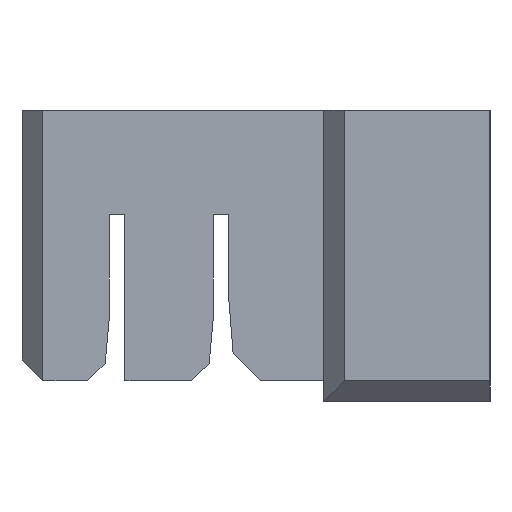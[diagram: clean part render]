
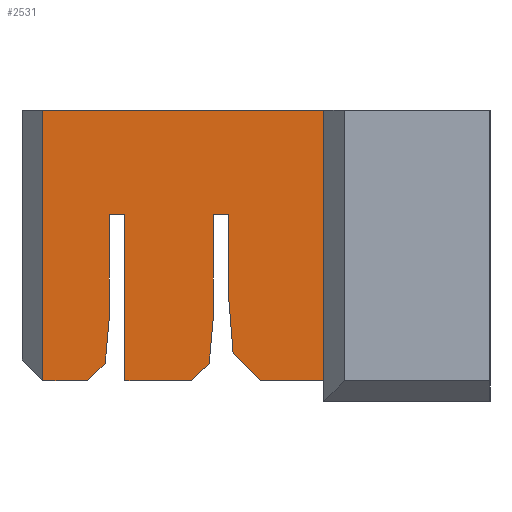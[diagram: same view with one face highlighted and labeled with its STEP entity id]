
A CAD part, left-side view. The second image highlights one B-rep face of the part: STEP entity #2531.
In plain terms, the highlighted planar face has unit normal (-1, 0, 0).
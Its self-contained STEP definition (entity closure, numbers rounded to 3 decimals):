
#52 = CARTESIAN_POINT ( 'NONE',  ( -14., 14.35, -6. ) ) ;
#288 = CARTESIAN_POINT ( 'NONE',  ( -14., 17.55, 2. ) ) ;
#480 = DIRECTION ( 'NONE',  ( 0., 0., -1. ) ) ;
#810 = LINE ( 'NONE', #8653, #9753 ) ;
#848 = VERTEX_POINT ( 'NONE', #2434 ) ;
#912 = VERTEX_POINT ( 'NONE', #5266 ) ;
#927 = EDGE_CURVE ( 'NONE', #6190, #10727, #810, .T. ) ;
#929 = LINE ( 'NONE', #5148, #7296 ) ;
#1008 = EDGE_CURVE ( 'NONE', #2185, #3096, #8093, .T. ) ;
#1133 = CARTESIAN_POINT ( 'NONE',  ( -14., 8., 7. ) ) ;
#1144 = DIRECTION ( 'NONE',  ( 1., 0., 0. ) ) ;
#1231 = LINE ( 'NONE', #4631, #3726 ) ;
#1320 = CARTESIAN_POINT ( 'NONE',  ( -14., 13.3, -2.95 ) ) ;
#1529 = LINE ( 'NONE', #10762, #6692 ) ;
#1760 = VECTOR ( 'NONE', #3631, 1000. ) ;
#1825 = EDGE_CURVE ( 'NONE', #3295, #3096, #1231, .T. ) ;
#1837 = EDGE_CURVE ( 'NONE', #7305, #7694, #7014, .T. ) ;
#1883 = ORIENTED_EDGE ( 'NONE', *, *, #4500, .F. ) ;
#1963 = VERTEX_POINT ( 'NONE', #5217 ) ;
#2002 = VERTEX_POINT ( 'NONE', #2213 ) ;
#2113 = LINE ( 'NONE', #8058, #3190 ) ;
#2161 = VECTOR ( 'NONE', #3955, 1000. ) ;
#2185 = VERTEX_POINT ( 'NONE', #9993 ) ;
#2213 = CARTESIAN_POINT ( 'NONE',  ( -14., 21.5, -6. ) ) ;
#2310 = VECTOR ( 'NONE', #2932, 1000. ) ;
#2325 = EDGE_CURVE ( 'NONE', #3749, #1963, #8700, .T. ) ;
#2328 = EDGE_CURVE ( 'NONE', #8077, #2002, #8032, .T. ) ;
#2340 = ORIENTED_EDGE ( 'NONE', *, *, #9866, .T. ) ;
#2360 = LINE ( 'NONE', #4010, #9222 ) ;
#2364 = ORIENTED_EDGE ( 'NONE', *, *, #8162, .T. ) ;
#2379 = ORIENTED_EDGE ( 'NONE', *, *, #1837, .F. ) ;
#2434 = CARTESIAN_POINT ( 'NONE',  ( -14., 8., -6. ) ) ;
#2531 = ADVANCED_FACE ( 'NONE', ( #9754 ), #2976, .F. ) ;
#2932 = DIRECTION ( 'NONE',  ( 0., 0., -1. ) ) ;
#2976 = PLANE ( 'NONE',  #10484 ) ;
#3041 = ORIENTED_EDGE ( 'NONE', *, *, #7876, .F. ) ;
#3088 = CARTESIAN_POINT ( 'NONE',  ( -14., 13.3, 2. ) ) ;
#3096 = VERTEX_POINT ( 'NONE', #52 ) ;
#3115 = ORIENTED_EDGE ( 'NONE', *, *, #5834, .F. ) ;
#3132 = CARTESIAN_POINT ( 'NONE',  ( -14., 12.35, -4.7 ) ) ;
#3190 = VECTOR ( 'NONE', #9893, 1000. ) ;
#3230 = EDGE_CURVE ( 'NONE', #1963, #2185, #6319, .T. ) ;
#3295 = VERTEX_POINT ( 'NONE', #7475 ) ;
#3323 = DIRECTION ( 'NONE',  ( 0., -1., 0. ) ) ;
#3359 = ORIENTED_EDGE ( 'NONE', *, *, #4019, .T. ) ;
#3374 = EDGE_LOOP ( 'NONE', ( #1883, #7019, #9285, #3041, #2379, #8506, #3115, #2340, #6622, #10630, #8577, #6797, #9262, #3482, #10054, #4101, #2364, #3359 ) ) ;
#3394 = CARTESIAN_POINT ( 'NONE',  ( -14., 17.55, 2. ) ) ;
#3482 = ORIENTED_EDGE ( 'NONE', *, *, #4006, .T. ) ;
#3631 = DIRECTION ( 'NONE',  ( 0., 0.091, -0.996 ) ) ;
#3696 = DIRECTION ( 'NONE',  ( 0., 0., -1. ) ) ;
#3700 = CARTESIAN_POINT ( 'NONE',  ( -14., 21.5, 7. ) ) ;
#3726 = VECTOR ( 'NONE', #8010, 1000. ) ;
#3749 = VERTEX_POINT ( 'NONE', #3088 ) ;
#3816 = CARTESIAN_POINT ( 'NONE',  ( -14., 19.35, -6. ) ) ;
#3844 = LINE ( 'NONE', #7223, #6946 ) ;
#3955 = DIRECTION ( 'NONE',  ( 0., 0., 1. ) ) ;
#4006 = EDGE_CURVE ( 'NONE', #8427, #7907, #3844, .T. ) ;
#4010 = CARTESIAN_POINT ( 'NONE',  ( -14., 22.5, -6. ) ) ;
#4019 = EDGE_CURVE ( 'NONE', #848, #912, #8745, .T. ) ;
#4101 = ORIENTED_EDGE ( 'NONE', *, *, #927, .F. ) ;
#4242 = EDGE_CURVE ( 'NONE', #2002, #7789, #7889, .T. ) ;
#4366 = DIRECTION ( 'NONE',  ( 0., 0., -1. ) ) ;
#4500 = EDGE_CURVE ( 'NONE', #8077, #912, #7535, .T. ) ;
#4567 = CARTESIAN_POINT ( 'NONE',  ( -14., 12.55, 2. ) ) ;
#4631 = CARTESIAN_POINT ( 'NONE',  ( -14., 22.5, -6. ) ) ;
#4663 = DIRECTION ( 'NONE',  ( 0., 0.707, -0.707 ) ) ;
#4732 = VERTEX_POINT ( 'NONE', #6789 ) ;
#4817 = CARTESIAN_POINT ( 'NONE',  ( -14., 12.55, -2.2 ) ) ;
#4826 = VECTOR ( 'NONE', #8786, 1000. ) ;
#4839 = CARTESIAN_POINT ( 'NONE',  ( -14., 18.5, -5.15 ) ) ;
#4868 = DIRECTION ( 'NONE',  ( 0., 0.707, -0.707 ) ) ;
#4919 = DIRECTION ( 'NONE',  ( 0., 1., 0. ) ) ;
#5073 = VERTEX_POINT ( 'NONE', #3394 ) ;
#5148 = CARTESIAN_POINT ( 'NONE',  ( -14., 17.55, 2. ) ) ;
#5217 = CARTESIAN_POINT ( 'NONE',  ( -14., 13.3, -2.95 ) ) ;
#5266 = CARTESIAN_POINT ( 'NONE',  ( -14., 8., 7. ) ) ;
#5492 = VECTOR ( 'NONE', #10635, 1000. ) ;
#5636 = EDGE_CURVE ( 'NONE', #8427, #3749, #1529, .T. ) ;
#5833 = VECTOR ( 'NONE', #4868, 1000. ) ;
#5834 = EDGE_CURVE ( 'NONE', #5073, #4732, #7883, .T. ) ;
#6029 = VECTOR ( 'NONE', #480, 1000. ) ;
#6190 = VERTEX_POINT ( 'NONE', #6926 ) ;
#6229 = VECTOR ( 'NONE', #8042, 1000. ) ;
#6283 = CARTESIAN_POINT ( 'NONE',  ( -14., 22.5, -6. ) ) ;
#6319 = LINE ( 'NONE', #1320, #6229 ) ;
#6402 = DIRECTION ( 'NONE',  ( 0., 0., -1. ) ) ;
#6622 = ORIENTED_EDGE ( 'NONE', *, *, #1825, .T. ) ;
#6692 = VECTOR ( 'NONE', #4919, 1000. ) ;
#6789 = CARTESIAN_POINT ( 'NONE',  ( -14., 18.3, 2. ) ) ;
#6797 = ORIENTED_EDGE ( 'NONE', *, *, #2325, .F. ) ;
#6870 = VECTOR ( 'NONE', #8557, 1000. ) ;
#6926 = CARTESIAN_POINT ( 'NONE',  ( -14., 11.05, -6. ) ) ;
#6946 = VECTOR ( 'NONE', #6402, 1000. ) ;
#7014 = LINE ( 'NONE', #7845, #1760 ) ;
#7019 = ORIENTED_EDGE ( 'NONE', *, *, #2328, .T. ) ;
#7223 = CARTESIAN_POINT ( 'NONE',  ( -14., 12.55, 2. ) ) ;
#7296 = VECTOR ( 'NONE', #4366, 1000. ) ;
#7305 = VERTEX_POINT ( 'NONE', #9579 ) ;
#7475 = CARTESIAN_POINT ( 'NONE',  ( -14., 17.55, -6. ) ) ;
#7480 = EDGE_CURVE ( 'NONE', #10727, #7907, #10744, .T. ) ;
#7535 = LINE ( 'NONE', #10934, #8732 ) ;
#7662 = EDGE_CURVE ( 'NONE', #4732, #7305, #2113, .T. ) ;
#7694 = VERTEX_POINT ( 'NONE', #4839 ) ;
#7789 = VERTEX_POINT ( 'NONE', #3816 ) ;
#7806 = CARTESIAN_POINT ( 'NONE',  ( -14., 12.35, -4.7 ) ) ;
#7845 = CARTESIAN_POINT ( 'NONE',  ( -14., 18.3, -2.95 ) ) ;
#7876 = EDGE_CURVE ( 'NONE', #7694, #7789, #9924, .T. ) ;
#7883 = LINE ( 'NONE', #288, #6870 ) ;
#7889 = LINE ( 'NONE', #6283, #4826 ) ;
#7907 = VERTEX_POINT ( 'NONE', #4817 ) ;
#7969 = CARTESIAN_POINT ( 'NONE',  ( -14., 13.3, 2. ) ) ;
#8010 = DIRECTION ( 'NONE',  ( 0., -1., 0. ) ) ;
#8032 = LINE ( 'NONE', #3700, #6029 ) ;
#8042 = DIRECTION ( 'NONE',  ( 0., 0.091, -0.996 ) ) ;
#8058 = CARTESIAN_POINT ( 'NONE',  ( -14., 18.3, 2. ) ) ;
#8077 = VERTEX_POINT ( 'NONE', #8634 ) ;
#8093 = LINE ( 'NONE', #10553, #10834 ) ;
#8162 = EDGE_CURVE ( 'NONE', #6190, #848, #2360, .T. ) ;
#8427 = VERTEX_POINT ( 'NONE', #4567 ) ;
#8480 = DIRECTION ( 'NONE',  ( 0., 0.707, 0.707 ) ) ;
#8506 = ORIENTED_EDGE ( 'NONE', *, *, #7662, .F. ) ;
#8557 = DIRECTION ( 'NONE',  ( 0., 1., 0. ) ) ;
#8577 = ORIENTED_EDGE ( 'NONE', *, *, #3230, .F. ) ;
#8634 = CARTESIAN_POINT ( 'NONE',  ( -14., 21.5, 7. ) ) ;
#8653 = CARTESIAN_POINT ( 'NONE',  ( -14., 11.05, -6. ) ) ;
#8700 = LINE ( 'NONE', #7969, #2310 ) ;
#8732 = VECTOR ( 'NONE', #3323, 1000. ) ;
#8745 = LINE ( 'NONE', #1133, #2161 ) ;
#8786 = DIRECTION ( 'NONE',  ( 0., -1., 0. ) ) ;
#9222 = VECTOR ( 'NONE', #9973, 1000. ) ;
#9262 = ORIENTED_EDGE ( 'NONE', *, *, #5636, .F. ) ;
#9285 = ORIENTED_EDGE ( 'NONE', *, *, #4242, .T. ) ;
#9579 = CARTESIAN_POINT ( 'NONE',  ( -14., 18.3, -2.95 ) ) ;
#9753 = VECTOR ( 'NONE', #8480, 1000. ) ;
#9754 = FACE_OUTER_BOUND ( 'NONE', #3374, .T. ) ;
#9866 = EDGE_CURVE ( 'NONE', #5073, #3295, #929, .T. ) ;
#9893 = DIRECTION ( 'NONE',  ( 0., 0., -1. ) ) ;
#9924 = LINE ( 'NONE', #10810, #5833 ) ;
#9973 = DIRECTION ( 'NONE',  ( 0., -1., 0. ) ) ;
#9993 = CARTESIAN_POINT ( 'NONE',  ( -14., 13.5, -5.15 ) ) ;
#10054 = ORIENTED_EDGE ( 'NONE', *, *, #7480, .F. ) ;
#10484 = AXIS2_PLACEMENT_3D ( 'NONE', #10537, #1144, #3696 ) ;
#10537 = CARTESIAN_POINT ( 'NONE',  ( -14., 22.5, 7. ) ) ;
#10553 = CARTESIAN_POINT ( 'NONE',  ( -14., 13.5, -5.15 ) ) ;
#10630 = ORIENTED_EDGE ( 'NONE', *, *, #1008, .F. ) ;
#10635 = DIRECTION ( 'NONE',  ( 0., 0.08, 0.997 ) ) ;
#10727 = VERTEX_POINT ( 'NONE', #7806 ) ;
#10744 = LINE ( 'NONE', #3132, #5492 ) ;
#10762 = CARTESIAN_POINT ( 'NONE',  ( -14., 12.55, 2. ) ) ;
#10810 = CARTESIAN_POINT ( 'NONE',  ( -14., 18.5, -5.15 ) ) ;
#10834 = VECTOR ( 'NONE', #4663, 1000. ) ;
#10934 = CARTESIAN_POINT ( 'NONE',  ( -14., 22.5, 7. ) ) ;
